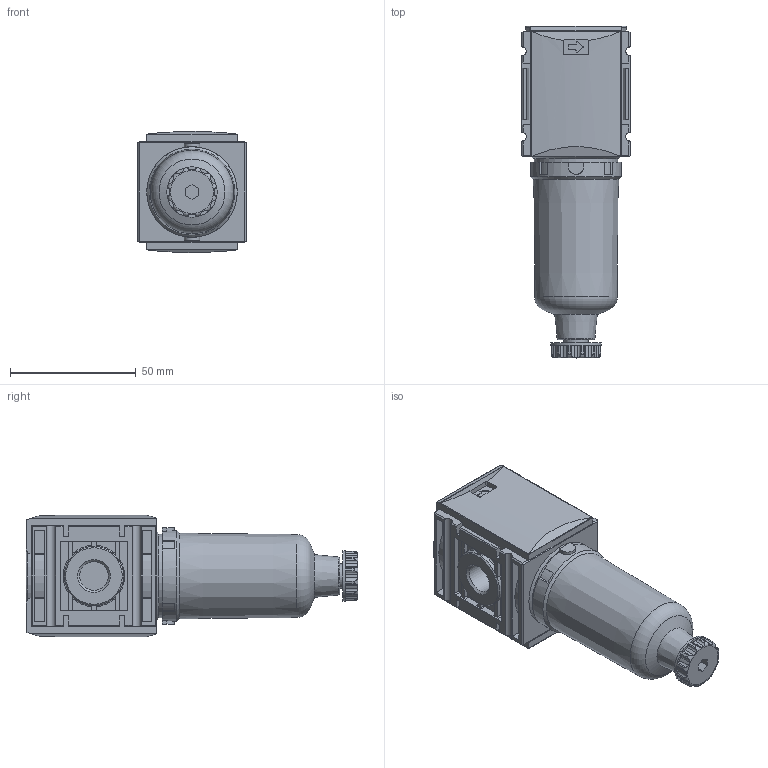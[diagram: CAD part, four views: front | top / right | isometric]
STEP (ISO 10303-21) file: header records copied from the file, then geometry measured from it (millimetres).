
FILE_DESCRIPTION(/* description */ ('STEP AP214'),/* implementation_level */ '2;1');
FILE_NAME(/* name */ '035773',/* time_stamp */ '2023-03-24T11:59:05+01:00',/* author */ ('License CC BY-ND 4.0'),/* organization */ ('CADENAS'),/* preprocessor_version */ 'ST-DEVELOPER v19.3',/* originating_system */ 'PARTsolutions',/* authorisation */ ' ');
FILE_SCHEMA (('AUTOMOTIVE_DESIGN {1 0 10303 214 3 1 1}'));
Length unit declared in the file: millimetre
Products named in the file (3): 035773; C.00-PC-HA; KREV_01
Assembly tree (2 placements, depth 2):
  035773
    C.00-PC-HA
    KREV_01
Bounding box: 43 x 132 x 48.15 mm (x, y, z)
Volume: 154242.6 mm3; surface area: 27102.1 mm2
Topology: 2 solids, 2 shells, 443 faces, 1244 edges, 822 vertices
Faces by surface type: plane 245, cylinder 165, torus 22, cone 10, sphere 1
Full cylindrical faces by diameter (mm): 9.728 x1, 11.445 x2, 20 x1, 23.5 x2, 33.3 x1, 36 x1, 40 x1
Entity records: 17439 total; most frequent: CARTESIAN_POINT 2822, ORIENTED_EDGE 2418, DIRECTION 2384, EDGE_CURVE 1209, AXIS2_PLACEMENT_3D 827, VERTEX_POINT 815, LINE 730, VECTOR 730
